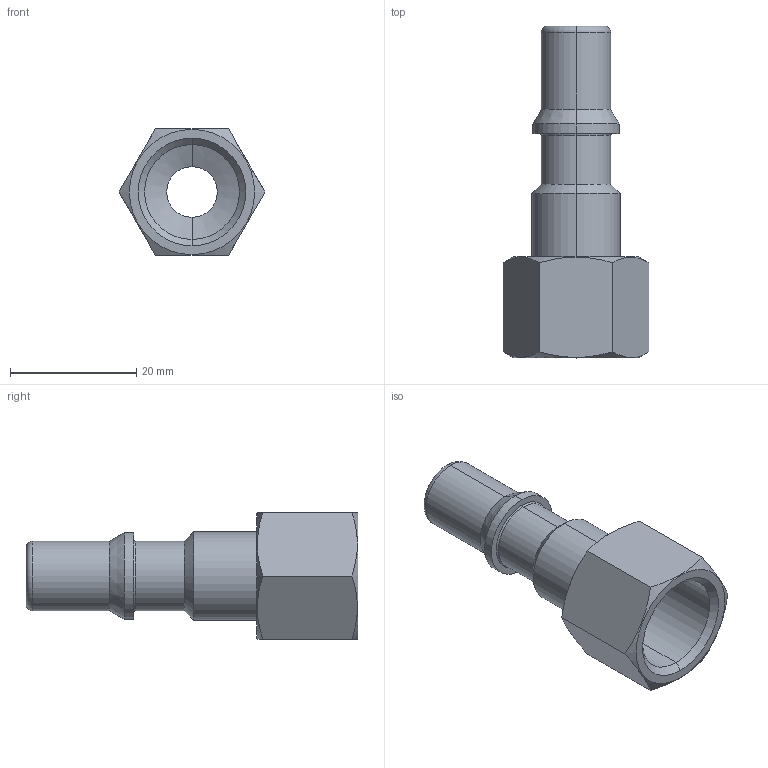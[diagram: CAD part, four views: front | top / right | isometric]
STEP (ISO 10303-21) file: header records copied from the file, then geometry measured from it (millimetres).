
FILE_DESCRIPTION (( 'STEP AP203' ), '1' );
FILE_NAME ('07431103.STEP', '2011-07-26T06:17:48', ( 'Flavio' ), ( '' ), 'SwSTEP 2.0', 'SolidWorks 2011', '' );
FILE_SCHEMA (( 'CONFIG_CONTROL_DESIGN' ));
Length unit declared in the file: millimetre
Products named in the file (1): 07431103
Bounding box: 23.09 x 52.5 x 20 mm (x, y, z)
Volume: 5405.6 mm3; surface area: 4598.4 mm2
Topology: 1 solids, 1 shells, 38 faces, 84 edges, 50 vertices
Faces by surface type: cone 12, cylinder 12, plane 10, torus 4
Entity records: 1227 total; most frequent: CARTESIAN_POINT 309, DIRECTION 184, ORIENTED_EDGE 168, EDGE_CURVE 84, AXIS2_PLACEMENT_3D 77, VERTEX_POINT 50, EDGE_LOOP 42, CIRCLE 38
